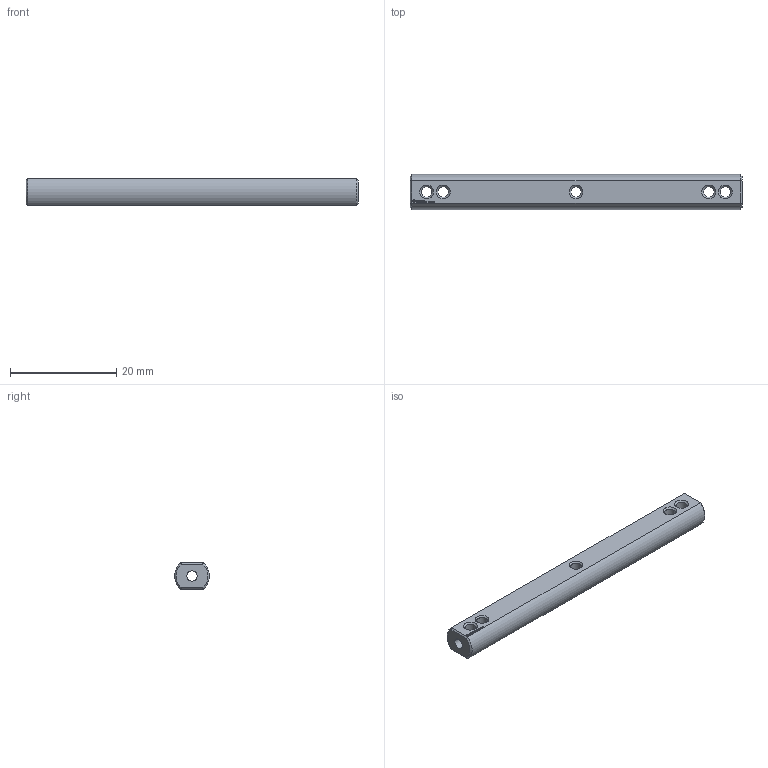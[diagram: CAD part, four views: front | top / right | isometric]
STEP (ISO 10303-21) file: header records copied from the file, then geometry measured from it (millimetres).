
FILE_DESCRIPTION(('FreeCAD Model'),'2;1');
FILE_NAME('Open CASCADE Shape Model','2024-02-04T22:20:43',(''),(''), 'Open CASCADE STEP processor 7.6','FreeCAD','Unknown');
FILE_SCHEMA(('AUTOMOTIVE_DESIGN { 1 0 10303 214 1 1 1 1 }'));
Length unit declared in the file: millimetre
Products named in the file (1): Shaft PLN BU05.00 - SPN-SFT-0020 (stemfie.org)
Bounding box: 62.5 x 6.6 x 5 mm (x, y, z)
Volume: 1590.2 mm3; surface area: 1722.6 mm2
Topology: 1 solids, 1 shells, 504 faces, 1414 edges, 933 vertices
Faces by surface type: plane 303, extrusion 166, cylinder 19, cone 16
Full cylindrical faces by diameter (mm): 2 x15
Entity records: 35535 total; most frequent: CARTESIAN_POINT 8051, DIRECTION 4404, VECTOR 3540, LINE 3374, ORIENTED_EDGE 2828, PCURVE 2828, DEFINITIONAL_REPRESENTATION 2828, EDGE_CURVE 1414
